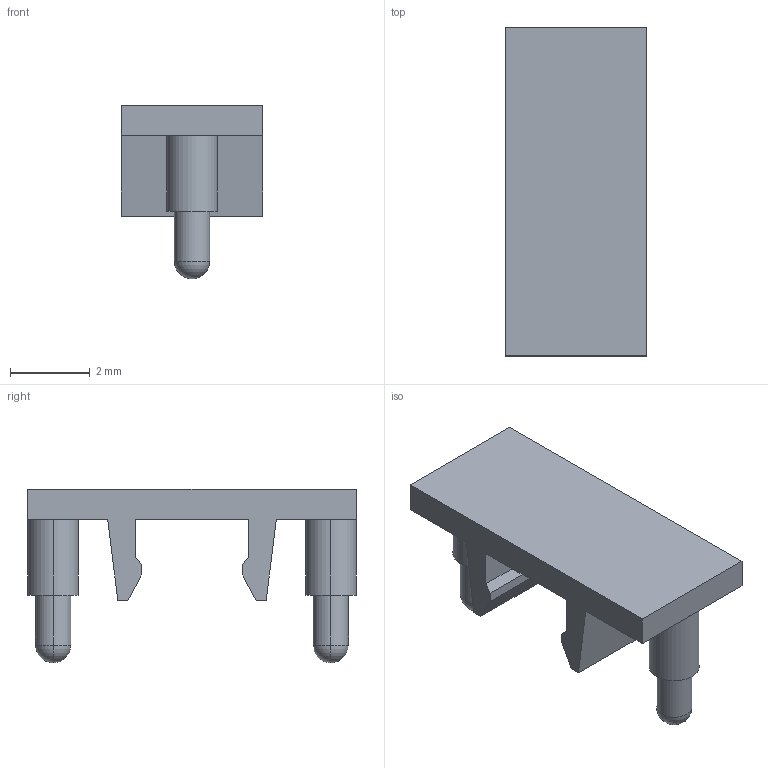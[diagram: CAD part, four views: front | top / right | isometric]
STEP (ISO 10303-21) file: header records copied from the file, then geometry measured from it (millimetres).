
FILE_DESCRIPTION((''),'2;1');
FILE_NAME('SAMTEC_CLM-107-02-L-D-PA-TR_Part2.stp','2013-01-31T12:02:25',(''),(''),'Mechanical Desktop 2011','Mechanical Desktop 2011',', , ');
FILE_SCHEMA(('AUTOMOTIVE_DESIGN { 1 2 10303 214 1 1 1 1 }'));
Length unit declared in the file: millimetre
Products named in the file (1): Product
Bounding box: 3.56 x 8.26 x 4.37 mm (x, y, z)
Volume: 37.6 mm3; surface area: 136.9 mm2
Topology: 3 solids, 3 shells, 36 faces, 86 edges, 54 vertices
Faces by surface type: plane 24, cylinder 8, sphere 4
Entity records: 1053 total; most frequent: DIRECTION 176, CARTESIAN_POINT 173, ORIENTED_EDGE 164, EDGE_CURVE 82, VECTOR 62, LINE 62, AXIS2_PLACEMENT_3D 57, VERTEX_POINT 54
